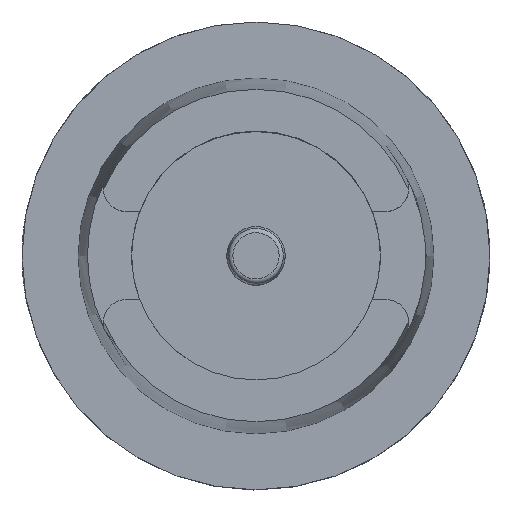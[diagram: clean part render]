
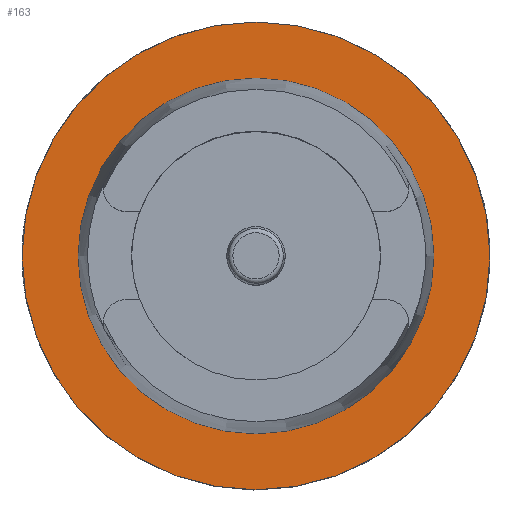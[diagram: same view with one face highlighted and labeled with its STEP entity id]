
A CAD part, top view. The second image highlights one B-rep face of the part: STEP entity #163.
In plain terms, the highlighted planar face has unit normal (0, 0, 1).
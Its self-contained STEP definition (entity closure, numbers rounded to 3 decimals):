
#63=PLANE('',#1240);
#163=ADVANCED_FACE('',(#218,#219),#63,.F.);
#218=FACE_BOUND('',#284,.T.);
#219=FACE_BOUND('',#285,.T.);
#284=EDGE_LOOP('',(#617));
#285=EDGE_LOOP('',(#618));
#357=CIRCLE('',#1178,79.96);
#382=CIRCLE('',#1239,60.81);
#617=ORIENTED_EDGE('',*,*,#857,.F.);
#618=ORIENTED_EDGE('',*,*,#944,.F.);
#746=VERTEX_POINT('',#1698);
#799=VERTEX_POINT('',#1934);
#857=EDGE_CURVE('',#746,#746,#357,.T.);
#944=EDGE_CURVE('',#799,#799,#382,.T.);
#1178=AXIS2_PLACEMENT_3D('',#1697,#1324,#1325);
#1239=AXIS2_PLACEMENT_3D('',#1933,#1496,#1497);
#1240=AXIS2_PLACEMENT_3D('',#1935,#1498,#1499);
#1324=DIRECTION('',(0.,0.,-1.));
#1325=DIRECTION('',(-1.,0.,0.));
#1496=DIRECTION('',(0.,0.,1.));
#1497=DIRECTION('',(-1.,0.,0.));
#1498=DIRECTION('',(0.,0.,-1.));
#1499=DIRECTION('',(-1.,0.,0.));
#1697=CARTESIAN_POINT('',(0.,0.,0.));
#1698=CARTESIAN_POINT('',(-79.96,0.,0.));
#1933=CARTESIAN_POINT('',(0.,0.,0.));
#1934=CARTESIAN_POINT('',(-60.81,0.,0.));
#1935=CARTESIAN_POINT('',(0.,-63.506,0.));
